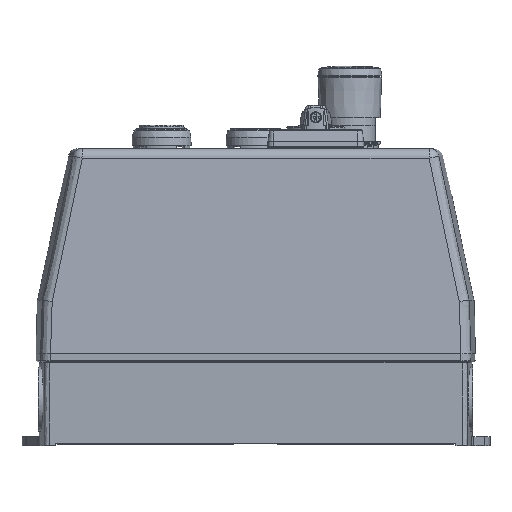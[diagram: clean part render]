
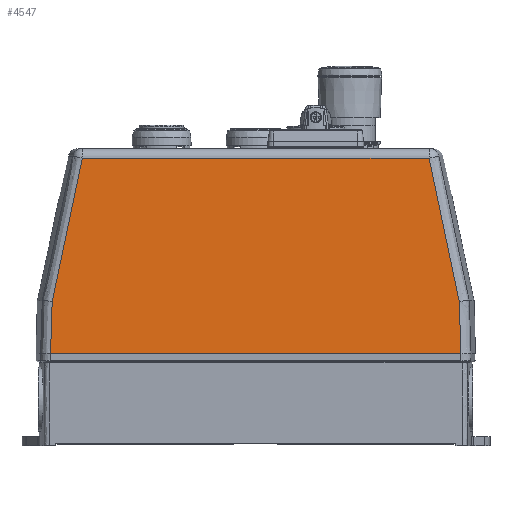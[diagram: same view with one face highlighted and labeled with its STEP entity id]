
A CAD part, front view. The second image highlights one B-rep face of the part: STEP entity #4547.
In plain terms, the highlighted planar face has unit normal (0, -0.999, 0.035).
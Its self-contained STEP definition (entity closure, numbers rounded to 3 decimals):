
#387=B_SPLINE_CURVE_WITH_KNOTS('',3,(#21854,#21855,#21856,#21857),
 .UNSPECIFIED.,.F.,.F.,(4,4),(0.,1.),.UNSPECIFIED.);
#388=B_SPLINE_CURVE_WITH_KNOTS('',3,(#21880,#21881,#21882,#21883),
 .UNSPECIFIED.,.F.,.F.,(4,4),(0.,1.),.UNSPECIFIED.);
#389=B_SPLINE_CURVE_WITH_KNOTS('',3,(#21887,#21888,#21889,#21890),
 .UNSPECIFIED.,.F.,.F.,(4,4),(0.,1.),.UNSPECIFIED.);
#390=B_SPLINE_CURVE_WITH_KNOTS('',3,(#21892,#21893,#21894,#21895),
 .UNSPECIFIED.,.F.,.F.,(4,4),(0.,1.),.UNSPECIFIED.);
#835=PLANE('',#15405);
#1135=FACE_OUTER_BOUND('',#5626,.T.);
#1759=LINE('',#21878,#3085);
#1760=LINE('',#21885,#3086);
#3085=VECTOR('',#17107,1.);
#3086=VECTOR('',#17108,1.);
#4547=ADVANCED_FACE('',(#1135),#835,.T.);
#5626=EDGE_LOOP('',(#6757,#6758,#6759,#6760,#6761,#6762));
#6757=ORIENTED_EDGE('',*,*,#12261,.F.);
#6758=ORIENTED_EDGE('',*,*,#12260,.F.);
#6759=ORIENTED_EDGE('',*,*,#12262,.F.);
#6760=ORIENTED_EDGE('',*,*,#12263,.T.);
#6761=ORIENTED_EDGE('',*,*,#12264,.F.);
#6762=ORIENTED_EDGE('',*,*,#12265,.F.);
#10219=VERTEX_POINT('',#21829);
#10221=VERTEX_POINT('',#21853);
#10222=VERTEX_POINT('',#21879);
#10223=VERTEX_POINT('',#21884);
#10224=VERTEX_POINT('',#21886);
#10225=VERTEX_POINT('',#21891);
#12260=EDGE_CURVE('',#10221,#10219,#387,.T.);
#12261=EDGE_CURVE('',#10219,#10222,#1759,.T.);
#12262=EDGE_CURVE('',#10223,#10221,#388,.T.);
#12263=EDGE_CURVE('',#10223,#10224,#1760,.T.);
#12264=EDGE_CURVE('',#10225,#10224,#389,.T.);
#12265=EDGE_CURVE('',#10222,#10225,#390,.T.);
#15405=AXIS2_PLACEMENT_3D('',#21896,#17109,#17110);
#17107=DIRECTION('',(1.,0.,0.));
#17108=DIRECTION('',(1.,0.,0.));
#17109=DIRECTION('',(0.,-0.999,0.035));
#17110=DIRECTION('',(-1.,0.,0.));
#21829=CARTESIAN_POINT('',(-86.608,-51.589,53.722));
#21853=CARTESIAN_POINT('',(-101.646,-54.088,-17.844));
#21854=CARTESIAN_POINT('',(-101.646,-54.088,-17.844));
#21855=CARTESIAN_POINT('',(-96.634,-53.255,6.011));
#21856=CARTESIAN_POINT('',(-91.621,-52.422,29.867));
#21857=CARTESIAN_POINT('',(-86.608,-51.589,53.722));
#21878=CARTESIAN_POINT('',(-86.608,-51.589,53.722));
#21879=CARTESIAN_POINT('',(86.608,-51.589,53.722));
#21880=CARTESIAN_POINT('',(-102.471,-55.,-43.953));
#21881=CARTESIAN_POINT('',(-102.196,-54.696,-35.25));
#21882=CARTESIAN_POINT('',(-101.922,-54.392,-26.547));
#21883=CARTESIAN_POINT('',(-101.646,-54.088,-17.844));
#21884=CARTESIAN_POINT('',(-102.471,-55.,-43.953));
#21885=CARTESIAN_POINT('',(102.471,-55.,-43.953));
#21886=CARTESIAN_POINT('',(102.471,-55.,-43.953));
#21887=CARTESIAN_POINT('',(101.646,-54.088,-17.844));
#21888=CARTESIAN_POINT('',(101.922,-54.392,-26.547));
#21889=CARTESIAN_POINT('',(102.196,-54.696,-35.25));
#21890=CARTESIAN_POINT('',(102.471,-55.,-43.953));
#21891=CARTESIAN_POINT('',(101.646,-54.088,-17.844));
#21892=CARTESIAN_POINT('',(86.608,-51.589,53.722));
#21893=CARTESIAN_POINT('',(91.621,-52.422,29.867));
#21894=CARTESIAN_POINT('',(96.634,-53.255,6.011));
#21895=CARTESIAN_POINT('',(101.646,-54.088,-17.844));
#21896=CARTESIAN_POINT('',(106.966,-55.,-43.953));
